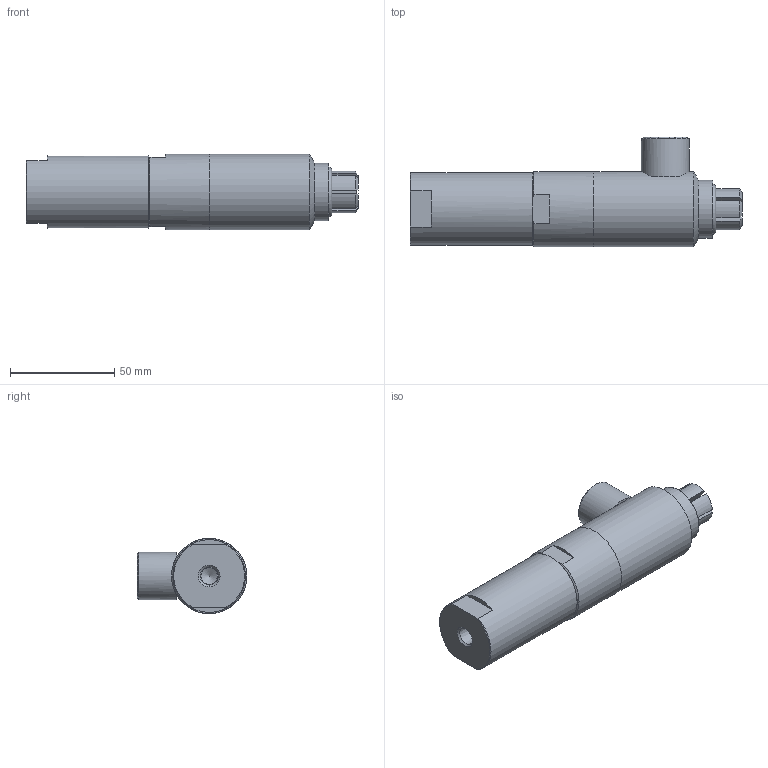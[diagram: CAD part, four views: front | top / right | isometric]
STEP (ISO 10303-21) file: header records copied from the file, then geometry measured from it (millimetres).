
FILE_DESCRIPTION(/* description */ (''),/* implementation_level */ '2;1');
FILE_NAME(/* name */ 'FNP-208061.stp',/* time_stamp */ '2017-01-05T08:35:00-06:00',/* author */ ('scottg'),/* organization */ ('FasTest,Inc.'),/* preprocessor_version */ 'ST-DEVELOPER v16.1',/* originating_system */ 'Autodesk Inventor 2016',/* authorisation */ '');
FILE_SCHEMA (('AUTOMOTIVE_DESIGN { 1 0 10303 214 3 1 1 }'));
Length unit declared in the file: inch
Products named in the file (1): FNP-208061
Bounding box: 159.56 x 52.7 x 36.2 mm (x, y, z)
Volume: 27.3 mm3; surface area: 23791 mm2
Topology: 1 solids, 4 shells, 137 faces, 340 edges, 220 vertices
Faces by surface type: plane 77, cylinder 29, cone 26, torus 5
Full cylindrical faces by diameter (mm): 7.95 x1, 13.894 x1, 17.145 x2, 22.86 x1, 27.711 x1, 28.854 x1, 33.528 x1, 34.874 x1, 36.195 x2
Entity records: 3882 total; most frequent: CARTESIAN_POINT 875, DIRECTION 626, ORIENTED_EDGE 592, EDGE_CURVE 294, AXIS2_PLACEMENT_3D 253, VERTEX_POINT 202, EDGE_LOOP 178, FACE_OUTER_BOUND 136
